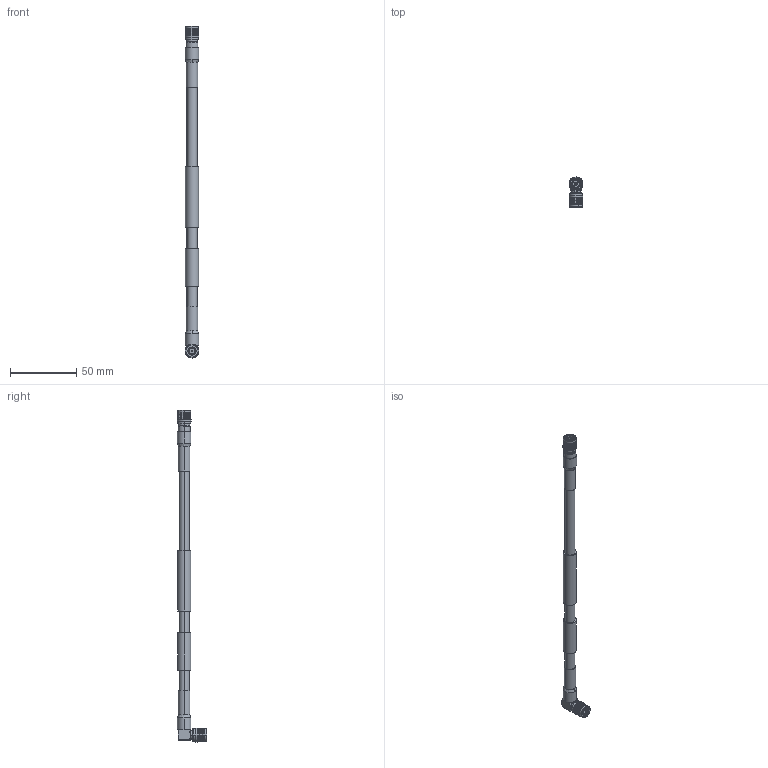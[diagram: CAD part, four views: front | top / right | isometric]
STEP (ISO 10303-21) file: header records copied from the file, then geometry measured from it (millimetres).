
FILE_DESCRIPTION (( 'STEP AP214' ), '1' );
FILE_NAME ('PE3C7871.step', '2021-02-09T19:23:02', ( '' ), ( '' ), 'SwSTEP 2.0', 'SolidWorks 2018', '' );
FILE_SCHEMA (( 'AUTOMOTIVE_DESIGN' ));
Length unit declared in the file: inch
Products named in the file (5): PE45682^PE3C7871; PE45683^PE3C7871; PE3C7871; PE-1/4SFHC^PE3C7871; Heat Shrink^PE3C7871
Assembly tree (5 placements, depth 2):
  PE3C7871
    PE-1/4SFHC^PE3C7871
    Heat Shrink^PE3C7871  x2
    PE45682^PE3C7871
    PE45683^PE3C7871
Bounding box: 10.5 x 22.3 x 249.97 mm (x, y, z)
Volume: 16115.9 mm3; surface area: 9716.5 mm2
Topology: 5 solids, 5 shells, 467 faces, 1270 edges, 799 vertices
Faces by surface type: cylinder 172, plane 115, cone 114, bspline 62, torus 4
Entity records: 26186 total; most frequent: CARTESIAN_POINT 15095, ORIENTED_EDGE 2504, DIRECTION 2067, EDGE_CURVE 1252, AXIS2_PLACEMENT_3D 793, VERTEX_POINT 787, EDGE_LOOP 497, LINE 481
